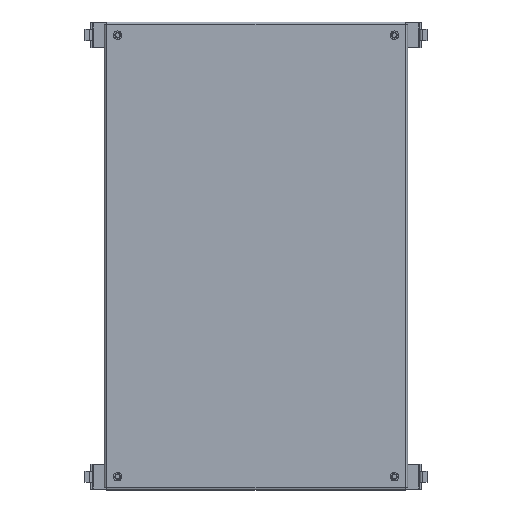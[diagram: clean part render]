
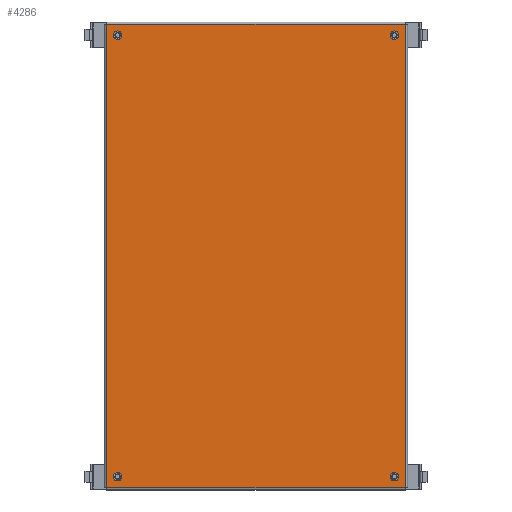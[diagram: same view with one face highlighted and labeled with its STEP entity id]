
A CAD part, front view. The second image highlights one B-rep face of the part: STEP entity #4286.
In plain terms, the highlighted planar face has unit normal (0, -1, 0).
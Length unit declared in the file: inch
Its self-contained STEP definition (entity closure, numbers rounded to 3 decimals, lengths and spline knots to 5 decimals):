
#1 = CARTESIAN_POINT ( 'NONE',  ( -9.125, 0., 14.5625 ) ) ;
#34 = DIRECTION ( 'NONE',  ( 1., 0., 0. ) ) ;
#50 = CIRCLE ( 'NONE', #2307, 0.28125 ) ;
#69 = CARTESIAN_POINT ( 'NONE',  ( -9.125, 0., 14.5625 ) ) ;
#81 = EDGE_CURVE ( 'NONE', #5520, #4696, #1087, .T. ) ;
#105 = CIRCLE ( 'NONE', #3139, 0.28125 ) ;
#181 = CIRCLE ( 'NONE', #1351, 0.28125 ) ;
#200 = CARTESIAN_POINT ( 'NONE',  ( 9.857, 0., 15.2945 ) ) ;
#230 = FACE_BOUND ( 'NONE', #3491, .T. ) ;
#235 = CARTESIAN_POINT ( 'NONE',  ( 9.125, 0., 14.5625 ) ) ;
#282 = ORIENTED_EDGE ( 'NONE', *, *, #81, .F. ) ;
#338 = CARTESIAN_POINT ( 'NONE',  ( 9.125, 0., 14.84375 ) ) ;
#403 = ORIENTED_EDGE ( 'NONE', *, *, #945, .F. ) ;
#412 = EDGE_CURVE ( 'NONE', #4622, #734, #5195, .T. ) ;
#417 = DIRECTION ( 'NONE',  ( 0., 0., 1. ) ) ;
#434 = EDGE_CURVE ( 'NONE', #3841, #3008, #2027, .T. ) ;
#473 = ORIENTED_EDGE ( 'NONE', *, *, #2963, .F. ) ;
#476 = CARTESIAN_POINT ( 'NONE',  ( -9.857, 0., 15.2945 ) ) ;
#516 = DIRECTION ( 'NONE',  ( 0., 0., -1. ) ) ;
#535 = EDGE_LOOP ( 'NONE', ( #5579, #1598, #3953, #403 ) ) ;
#590 = CIRCLE ( 'NONE', #600, 0.28125 ) ;
#593 = DIRECTION ( 'NONE',  ( 0., 0., 1. ) ) ;
#600 = AXIS2_PLACEMENT_3D ( 'NONE', #969, #3987, #1820 ) ;
#616 = DIRECTION ( 'NONE',  ( 0., 1., 0. ) ) ;
#734 = VERTEX_POINT ( 'NONE', #3209 ) ;
#782 = DIRECTION ( 'NONE',  ( 0., 0., 1. ) ) ;
#889 = EDGE_LOOP ( 'NONE', ( #473, #2892 ) ) ;
#915 = FACE_OUTER_BOUND ( 'NONE', #535, .T. ) ;
#945 = EDGE_CURVE ( 'NONE', #734, #3841, #2851, .T. ) ;
#969 = CARTESIAN_POINT ( 'NONE',  ( 9.125, 0., -14.5625 ) ) ;
#1023 = EDGE_CURVE ( 'NONE', #5199, #4459, #590, .T. ) ;
#1087 = CIRCLE ( 'NONE', #2215, 0.28125 ) ;
#1184 = AXIS2_PLACEMENT_3D ( 'NONE', #3903, #5614, #2493 ) ;
#1214 = CARTESIAN_POINT ( 'NONE',  ( -9.857, 0., 15.2945 ) ) ;
#1303 = CARTESIAN_POINT ( 'NONE',  ( 9.857, 0., 15.2945 ) ) ;
#1351 = AXIS2_PLACEMENT_3D ( 'NONE', #69, #3046, #417 ) ;
#1499 = DIRECTION ( 'NONE',  ( 0., -1., 0. ) ) ;
#1518 = EDGE_CURVE ( 'NONE', #1626, #5049, #50, .T. ) ;
#1598 = ORIENTED_EDGE ( 'NONE', *, *, #5545, .F. ) ;
#1626 = VERTEX_POINT ( 'NONE', #2440 ) ;
#1726 = DIRECTION ( 'NONE',  ( 0., 0., 1. ) ) ;
#1820 = DIRECTION ( 'NONE',  ( 0., 0., 1. ) ) ;
#1873 = CARTESIAN_POINT ( 'NONE',  ( -9.125, 0., 14.84375 ) ) ;
#1901 = CARTESIAN_POINT ( 'NONE',  ( 9.125, 0., -14.5625 ) ) ;
#1971 = CARTESIAN_POINT ( 'NONE',  ( 9.125, 0., -14.28125 ) ) ;
#2027 = LINE ( 'NONE', #476, #3761 ) ;
#2141 = CIRCLE ( 'NONE', #1184, 0.28125 ) ;
#2215 = AXIS2_PLACEMENT_3D ( 'NONE', #2395, #4594, #4192 ) ;
#2224 = DIRECTION ( 'NONE',  ( 0., -1., 0. ) ) ;
#2307 = AXIS2_PLACEMENT_3D ( 'NONE', #3252, #5018, #4596 ) ;
#2390 = PLANE ( 'NONE',  #3081 ) ;
#2395 = CARTESIAN_POINT ( 'NONE',  ( -9.125, 0., -14.5625 ) ) ;
#2440 = CARTESIAN_POINT ( 'NONE',  ( 9.125, 0., 14.28125 ) ) ;
#2493 = DIRECTION ( 'NONE',  ( 0., 0., 1. ) ) ;
#2660 = CARTESIAN_POINT ( 'NONE',  ( -9.857, 0., -15.2945 ) ) ;
#2728 = EDGE_CURVE ( 'NONE', #4040, #4149, #3816, .T. ) ;
#2752 = CIRCLE ( 'NONE', #4823, 0.28125 ) ;
#2778 = EDGE_CURVE ( 'NONE', #4149, #4040, #181, .T. ) ;
#2828 = DIRECTION ( 'NONE',  ( 0., -1., 0. ) ) ;
#2851 = LINE ( 'NONE', #1214, #4295 ) ;
#2873 = ORIENTED_EDGE ( 'NONE', *, *, #2778, .F. ) ;
#2892 = ORIENTED_EDGE ( 'NONE', *, *, #1518, .F. ) ;
#2963 = EDGE_CURVE ( 'NONE', #5049, #1626, #105, .T. ) ;
#2967 = EDGE_CURVE ( 'NONE', #4459, #5199, #2752, .T. ) ;
#3008 = VERTEX_POINT ( 'NONE', #200 ) ;
#3046 = DIRECTION ( 'NONE',  ( 0., -1., 0. ) ) ;
#3081 = AXIS2_PLACEMENT_3D ( 'NONE', #3266, #616, #593 ) ;
#3090 = DIRECTION ( 'NONE',  ( -1., 0., 0. ) ) ;
#3113 = ORIENTED_EDGE ( 'NONE', *, *, #2967, .F. ) ;
#3139 = AXIS2_PLACEMENT_3D ( 'NONE', #235, #1499, #3305 ) ;
#3192 = EDGE_CURVE ( 'NONE', #4696, #5520, #2141, .T. ) ;
#3209 = CARTESIAN_POINT ( 'NONE',  ( -9.857, 0., -15.2945 ) ) ;
#3252 = CARTESIAN_POINT ( 'NONE',  ( 9.125, 0., 14.5625 ) ) ;
#3266 = CARTESIAN_POINT ( 'NONE',  ( -9.857, 0., 15.2945 ) ) ;
#3305 = DIRECTION ( 'NONE',  ( 0., 0., 1. ) ) ;
#3491 = EDGE_LOOP ( 'NONE', ( #2873, #4382 ) ) ;
#3562 = LINE ( 'NONE', #1303, #4053 ) ;
#3761 = VECTOR ( 'NONE', #34, 39.37008 ) ;
#3816 = CIRCLE ( 'NONE', #4458, 0.28125 ) ;
#3841 = VERTEX_POINT ( 'NONE', #5109 ) ;
#3903 = CARTESIAN_POINT ( 'NONE',  ( -9.125, 0., -14.5625 ) ) ;
#3953 = ORIENTED_EDGE ( 'NONE', *, *, #434, .F. ) ;
#3979 = CARTESIAN_POINT ( 'NONE',  ( 9.857, 0., -15.2945 ) ) ;
#3987 = DIRECTION ( 'NONE',  ( 0., -1., 0. ) ) ;
#4040 = VERTEX_POINT ( 'NONE', #4794 ) ;
#4053 = VECTOR ( 'NONE', #516, 39.37008 ) ;
#4149 = VERTEX_POINT ( 'NONE', #1873 ) ;
#4192 = DIRECTION ( 'NONE',  ( 0., 0., 1. ) ) ;
#4271 = FACE_BOUND ( 'NONE', #889, .T. ) ;
#4286 = ADVANCED_FACE ( 'NONE', ( #915, #5106, #4271, #230, #5574 ), #2390, .F. ) ;
#4295 = VECTOR ( 'NONE', #782, 39.37008 ) ;
#4347 = CARTESIAN_POINT ( 'NONE',  ( 9.125, 0., -14.84375 ) ) ;
#4382 = ORIENTED_EDGE ( 'NONE', *, *, #2728, .F. ) ;
#4458 = AXIS2_PLACEMENT_3D ( 'NONE', #1, #2224, #1726 ) ;
#4459 = VERTEX_POINT ( 'NONE', #4347 ) ;
#4590 = DIRECTION ( 'NONE',  ( 0., 0., 1. ) ) ;
#4594 = DIRECTION ( 'NONE',  ( 0., -1., 0. ) ) ;
#4596 = DIRECTION ( 'NONE',  ( 0., 0., 1. ) ) ;
#4622 = VERTEX_POINT ( 'NONE', #3979 ) ;
#4696 = VERTEX_POINT ( 'NONE', #4936 ) ;
#4794 = CARTESIAN_POINT ( 'NONE',  ( -9.125, 0., 14.28125 ) ) ;
#4813 = CARTESIAN_POINT ( 'NONE',  ( -9.125, 0., -14.28125 ) ) ;
#4823 = AXIS2_PLACEMENT_3D ( 'NONE', #1901, #2828, #4590 ) ;
#4936 = CARTESIAN_POINT ( 'NONE',  ( -9.125, 0., -14.84375 ) ) ;
#4938 = EDGE_LOOP ( 'NONE', ( #282, #5642 ) ) ;
#5018 = DIRECTION ( 'NONE',  ( 0., -1., 0. ) ) ;
#5049 = VERTEX_POINT ( 'NONE', #338 ) ;
#5106 = FACE_BOUND ( 'NONE', #5514, .T. ) ;
#5109 = CARTESIAN_POINT ( 'NONE',  ( -9.857, 0., 15.2945 ) ) ;
#5195 = LINE ( 'NONE', #2660, #5263 ) ;
#5199 = VERTEX_POINT ( 'NONE', #1971 ) ;
#5246 = ORIENTED_EDGE ( 'NONE', *, *, #1023, .F. ) ;
#5263 = VECTOR ( 'NONE', #3090, 39.37008 ) ;
#5514 = EDGE_LOOP ( 'NONE', ( #5246, #3113 ) ) ;
#5520 = VERTEX_POINT ( 'NONE', #4813 ) ;
#5545 = EDGE_CURVE ( 'NONE', #3008, #4622, #3562, .T. ) ;
#5574 = FACE_BOUND ( 'NONE', #4938, .T. ) ;
#5579 = ORIENTED_EDGE ( 'NONE', *, *, #412, .F. ) ;
#5614 = DIRECTION ( 'NONE',  ( 0., -1., 0. ) ) ;
#5642 = ORIENTED_EDGE ( 'NONE', *, *, #3192, .F. ) ;
